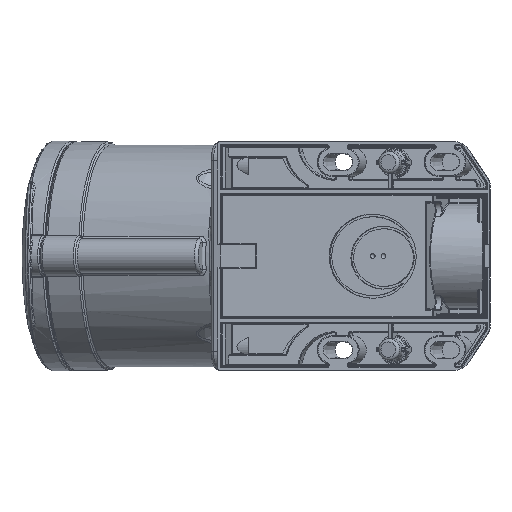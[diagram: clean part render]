
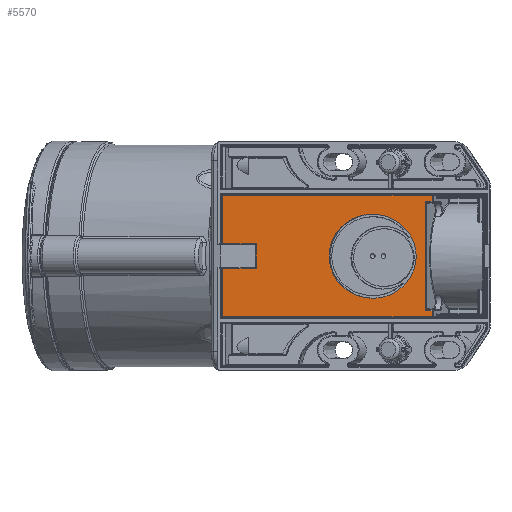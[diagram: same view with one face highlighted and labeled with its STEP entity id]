
A CAD part, front view. The second image highlights one B-rep face of the part: STEP entity #5570.
In plain terms, the highlighted planar face has unit normal (0, -1, 0).
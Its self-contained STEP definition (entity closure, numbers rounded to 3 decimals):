
#280 = EDGE_CURVE ( 'NONE', #62350, #6018, #42472, .T. ) ;
#952 = VECTOR ( 'NONE', #48870, 1000. ) ;
#1459 = CARTESIAN_POINT ( 'NONE',  ( 22.631, -36.386, -16.9 ) ) ;
#2787 = CARTESIAN_POINT ( 'NONE',  ( 24.081, -36.386, 16.9 ) ) ;
#3326 = DIRECTION ( 'NONE',  ( 1., 0., 0. ) ) ;
#3698 = DIRECTION ( 'NONE',  ( -1., 0., 0. ) ) ;
#4618 = CARTESIAN_POINT ( 'NONE',  ( -40.526, -36.386, -18.8 ) ) ;
#4831 = VERTEX_POINT ( 'NONE', #1459 ) ;
#4878 = VECTOR ( 'NONE', #16898, 1000. ) ;
#5046 = ORIENTED_EDGE ( 'NONE', *, *, #7135, .T. ) ;
#5095 = VERTEX_POINT ( 'NONE', #65352 ) ;
#5198 = VECTOR ( 'NONE', #3326, 1000. ) ;
#5570 = ADVANCED_FACE ( 'NONE', ( #63555, #24263 ), #40598, .F. ) ;
#6018 = VERTEX_POINT ( 'NONE', #4618 ) ;
#6171 = EDGE_CURVE ( 'NONE', #27294, #62350, #14734, .T. ) ;
#6422 = DIRECTION ( 'NONE',  ( 0., 0., 1. ) ) ;
#7135 = EDGE_CURVE ( 'NONE', #65242, #47607, #59522, .T. ) ;
#8775 = EDGE_CURVE ( 'NONE', #30290, #38162, #21711, .T. ) ;
#8881 = VECTOR ( 'NONE', #25512, 1000. ) ;
#9529 = CARTESIAN_POINT ( 'NONE',  ( -7.684, -36.386, -25.994 ) ) ;
#11731 = CARTESIAN_POINT ( 'NONE',  ( 39.94, -36.386, 18.8 ) ) ;
#13206 = CARTESIAN_POINT ( 'NONE',  ( 24.081, -36.386, -18.8 ) ) ;
#13849 = ORIENTED_EDGE ( 'NONE', *, *, #6171, .T. ) ;
#14655 = LINE ( 'NONE', #33365, #952 ) ;
#14706 = CARTESIAN_POINT ( 'NONE',  ( -7.684, -36.386, -0.065 ) ) ;
#14734 = LINE ( 'NONE', #57014, #40402 ) ;
#14817 = ORIENTED_EDGE ( 'NONE', *, *, #50582, .T. ) ;
#15027 = CARTESIAN_POINT ( 'NONE',  ( 39.94, -36.386, 3.65 ) ) ;
#16898 = DIRECTION ( 'NONE',  ( -1., 0., 0. ) ) ;
#16914 = ORIENTED_EDGE ( 'NONE', *, *, #59696, .T. ) ;
#17143 = EDGE_CURVE ( 'NONE', #6018, #49437, #30831, .T. ) ;
#18639 = VECTOR ( 'NONE', #41166, 1000. ) ;
#19690 = EDGE_CURVE ( 'NONE', #5095, #27294, #61896, .T. ) ;
#19762 = ORIENTED_EDGE ( 'NONE', *, *, #19690, .T. ) ;
#19833 = CARTESIAN_POINT ( 'NONE',  ( 19.16, -36.386, -0.065 ) ) ;
#19977 = CARTESIAN_POINT ( 'NONE',  ( -40.526, -36.386, 3.8 ) ) ;
#20506 = CARTESIAN_POINT ( 'NONE',  ( 39.94, -36.386, 16.9 ) ) ;
#20830 = VERTEX_POINT ( 'NONE', #19977 ) ;
#21567 = CARTESIAN_POINT ( 'NONE',  ( 22.631, -36.386, -16.9 ) ) ;
#21612 = CARTESIAN_POINT ( 'NONE',  ( -40.526, -36.386, 3.65 ) ) ;
#21666 = CARTESIAN_POINT ( 'NONE',  ( 22.01, -36.386, 16.651 ) ) ;
#21711 = LINE ( 'NONE', #11731, #4878 ) ;
#22474 = ORIENTED_EDGE ( 'NONE', *, *, #17143, .T. ) ;
#22509 = LINE ( 'NONE', #61391, #8881 ) ;
#23070 = DIRECTION ( 'NONE',  ( 0., 0., -1. ) ) ;
#23167 = EDGE_CURVE ( 'NONE', #32557, #4831, #51818, .T. ) ;
#23253 = LINE ( 'NONE', #21612, #62525 ) ;
#24212 = VECTOR ( 'NONE', #23070, 1000. ) ;
#24263 = FACE_OUTER_BOUND ( 'NONE', #35060, .T. ) ;
#24956 = CARTESIAN_POINT ( 'NONE',  ( -7.684, -36.386, 25.865 ) ) ;
#25512 = DIRECTION ( 'NONE',  ( 1., 0., 0. ) ) ;
#25780 =( BOUNDED_CURVE ( )  B_SPLINE_CURVE ( 3, ( #42754, #21666, #37576, #47907 ),
 .UNSPECIFIED., .F., .T. ) 
 B_SPLINE_CURVE_WITH_KNOTS ( ( 4, 4 ),
 ( 3.142, 4.712 ),
 .UNSPECIFIED. ) 
 CURVE ( )  GEOMETRIC_REPRESENTATION_ITEM ( )  RATIONAL_B_SPLINE_CURVE ( ( 1., 0.805, 0.805, 1. ) ) 
 REPRESENTATION_ITEM ( '' )  );
#26010 = ORIENTED_EDGE ( 'NONE', *, *, #38587, .T. ) ;
#26059 = VECTOR ( 'NONE', #52896, 1000. ) ;
#26313 = DIRECTION ( 'NONE',  ( -1., 0., 0. ) ) ;
#26716 = CARTESIAN_POINT ( 'NONE',  ( 22.01, -36.386, -16.651 ) ) ;
#27201 = VECTOR ( 'NONE', #53407, 1000. ) ;
#27294 = VERTEX_POINT ( 'NONE', #45951 ) ;
#28235 = CARTESIAN_POINT ( 'NONE',  ( -30.16, -36.386, 3.65 ) ) ;
#30290 = VERTEX_POINT ( 'NONE', #60856 ) ;
#30346 = CARTESIAN_POINT ( 'NONE',  ( -7.684, -36.386, -0.065 ) ) ;
#30460 = DIRECTION ( 'NONE',  ( 0., 1., 0. ) ) ;
#30831 = LINE ( 'NONE', #34056, #5198 ) ;
#32557 = VERTEX_POINT ( 'NONE', #59898 ) ;
#32761 = CARTESIAN_POINT ( 'NONE',  ( -40.526, -36.386, 3.65 ) ) ;
#33365 = CARTESIAN_POINT ( 'NONE',  ( 24.081, -36.386, 3.65 ) ) ;
#34056 = CARTESIAN_POINT ( 'NONE',  ( 39.94, -36.386, -18.8 ) ) ;
#34432 = EDGE_CURVE ( 'NONE', #64497, #54041, #57441, .T. ) ;
#35060 = EDGE_LOOP ( 'NONE', ( #62522, #26010, #45766, #50206, #5046, #49809, #42265, #41069, #14817, #19762, #13849, #57593, #22474, #16914 ) ) ;
#35628 = EDGE_CURVE ( 'NONE', #47607, #30290, #39778, .T. ) ;
#35983 = EDGE_CURVE ( 'NONE', #54041, #65242, #25780, .T. ) ;
#37576 = CARTESIAN_POINT ( 'NONE',  ( 22.267, -36.386, 16.9 ) ) ;
#38162 = VERTEX_POINT ( 'NONE', #48628 ) ;
#38587 = EDGE_CURVE ( 'NONE', #4831, #64497, #43787, .T. ) ;
#39590 = CARTESIAN_POINT ( 'NONE',  ( 39.94, -36.386, -16.9 ) ) ;
#39778 = LINE ( 'NONE', #42384, #26059 ) ;
#40402 = VECTOR ( 'NONE', #26313, 1000. ) ;
#40598 = PLANE ( 'NONE',  #56601 ) ;
#40884 = CARTESIAN_POINT ( 'NONE',  ( 22.631, -36.386, 16.9 ) ) ;
#41069 = ORIENTED_EDGE ( 'NONE', *, *, #66528, .T. ) ;
#41166 = DIRECTION ( 'NONE',  ( 1., 0., 0. ) ) ;
#41203 = CARTESIAN_POINT ( 'NONE',  ( -40.526, -36.386, -3.8 ) ) ;
#42249 = VECTOR ( 'NONE', #6422, 1000. ) ;
#42265 = ORIENTED_EDGE ( 'NONE', *, *, #8775, .T. ) ;
#42330 = CARTESIAN_POINT ( 'NONE',  ( 22.01, -36.386, 3.65 ) ) ;
#42384 = CARTESIAN_POINT ( 'NONE',  ( 24.081, -36.386, 3.65 ) ) ;
#42472 = LINE ( 'NONE', #32761, #27201 ) ;
#42754 = CARTESIAN_POINT ( 'NONE',  ( 22.01, -36.386, 16.3 ) ) ;
#43787 =( BOUNDED_CURVE ( )  B_SPLINE_CURVE ( 3, ( #21567, #52289, #26716, #62561 ),
 .UNSPECIFIED., .F., .F. ) 
 B_SPLINE_CURVE_WITH_KNOTS ( ( 4, 4 ),
 ( 4.712, 6.283 ),
 .UNSPECIFIED. ) 
 CURVE ( )  GEOMETRIC_REPRESENTATION_ITEM ( )  RATIONAL_B_SPLINE_CURVE ( ( 1., 0.805, 0.805, 1. ) ) 
 REPRESENTATION_ITEM ( '' )  );
#45311 = EDGE_CURVE ( 'NONE', #64914, #64914, #66216, .T. ) ;
#45766 = ORIENTED_EDGE ( 'NONE', *, *, #34432, .T. ) ;
#45951 = CARTESIAN_POINT ( 'NONE',  ( -30.16, -36.386, -3.8 ) ) ;
#47560 = EDGE_LOOP ( 'NONE', ( #53691 ) ) ;
#47607 = VERTEX_POINT ( 'NONE', #2787 ) ;
#47907 = CARTESIAN_POINT ( 'NONE',  ( 22.631, -36.386, 16.9 ) ) ;
#48625 = VECTOR ( 'NONE', #3698, 1000. ) ;
#48628 = CARTESIAN_POINT ( 'NONE',  ( -40.526, -36.386, 18.8 ) ) ;
#48870 = DIRECTION ( 'NONE',  ( 0., 0., 1. ) ) ;
#49437 = VERTEX_POINT ( 'NONE', #13206 ) ;
#49809 = ORIENTED_EDGE ( 'NONE', *, *, #35628, .T. ) ;
#50206 = ORIENTED_EDGE ( 'NONE', *, *, #35983, .T. ) ;
#50554 = CARTESIAN_POINT ( 'NONE',  ( 19.16, -36.386, -25.994 ) ) ;
#50582 = EDGE_CURVE ( 'NONE', #20830, #5095, #22509, .T. ) ;
#51818 = LINE ( 'NONE', #39590, #48625 ) ;
#52289 = CARTESIAN_POINT ( 'NONE',  ( 22.267, -36.386, -16.9 ) ) ;
#52896 = DIRECTION ( 'NONE',  ( 0., 0., 1. ) ) ;
#53407 = DIRECTION ( 'NONE',  ( 0., 0., -1. ) ) ;
#53691 = ORIENTED_EDGE ( 'NONE', *, *, #45311, .F. ) ;
#54041 = VERTEX_POINT ( 'NONE', #64025 ) ;
#55693 = CARTESIAN_POINT ( 'NONE',  ( 19.16, -36.386, 25.865 ) ) ;
#56601 = AXIS2_PLACEMENT_3D ( 'NONE', #15027, #30460, #66321 ) ;
#57014 = CARTESIAN_POINT ( 'NONE',  ( -40.757, -36.386, -3.8 ) ) ;
#57441 = LINE ( 'NONE', #42330, #42249 ) ;
#57445 = DIRECTION ( 'NONE',  ( 0., 0., -1. ) ) ;
#57593 = ORIENTED_EDGE ( 'NONE', *, *, #280, .T. ) ;
#59522 = LINE ( 'NONE', #20506, #18639 ) ;
#59696 = EDGE_CURVE ( 'NONE', #49437, #32557, #14655, .T. ) ;
#59898 = CARTESIAN_POINT ( 'NONE',  ( 24.081, -36.386, -16.9 ) ) ;
#60826 = CARTESIAN_POINT ( 'NONE',  ( -7.684, -36.386, -0.065 ) ) ;
#60856 = CARTESIAN_POINT ( 'NONE',  ( 24.081, -36.386, 18.8 ) ) ;
#61306 = CARTESIAN_POINT ( 'NONE',  ( 22.01, -36.386, -16.3 ) ) ;
#61391 = CARTESIAN_POINT ( 'NONE',  ( 39.94, -36.386, 3.8 ) ) ;
#61896 = LINE ( 'NONE', #28235, #24212 ) ;
#62350 = VERTEX_POINT ( 'NONE', #41203 ) ;
#62522 = ORIENTED_EDGE ( 'NONE', *, *, #23167, .T. ) ;
#62525 = VECTOR ( 'NONE', #57445, 1000. ) ;
#62561 = CARTESIAN_POINT ( 'NONE',  ( 22.01, -36.386, -16.3 ) ) ;
#63555 = FACE_BOUND ( 'NONE', #47560, .T. ) ;
#64025 = CARTESIAN_POINT ( 'NONE',  ( 22.01, -36.386, 16.3 ) ) ;
#64497 = VERTEX_POINT ( 'NONE', #61306 ) ;
#64914 = VERTEX_POINT ( 'NONE', #30346 ) ;
#65242 = VERTEX_POINT ( 'NONE', #40884 ) ;
#65352 = CARTESIAN_POINT ( 'NONE',  ( -30.16, -36.386, 3.8 ) ) ;
#66216 =( BOUNDED_CURVE ( )  B_SPLINE_CURVE ( 3, ( #14706, #9529, #50554, #19833, #55693, #24956, #60826 ),
 .UNSPECIFIED., .T., .F. ) 
 B_SPLINE_CURVE_WITH_KNOTS ( ( 4, 3, 4 ),
 ( 0., 3.142, 6.283 ),
 .UNSPECIFIED. ) 
 CURVE ( )  GEOMETRIC_REPRESENTATION_ITEM ( )  RATIONAL_B_SPLINE_CURVE ( ( 1., 0.333, 0.333, 1., 0.333, 0.333, 1. ) ) 
 REPRESENTATION_ITEM ( '' )  );
#66321 = DIRECTION ( 'NONE',  ( 0., 0., 1. ) ) ;
#66528 = EDGE_CURVE ( 'NONE', #38162, #20830, #23253, .T. ) ;
